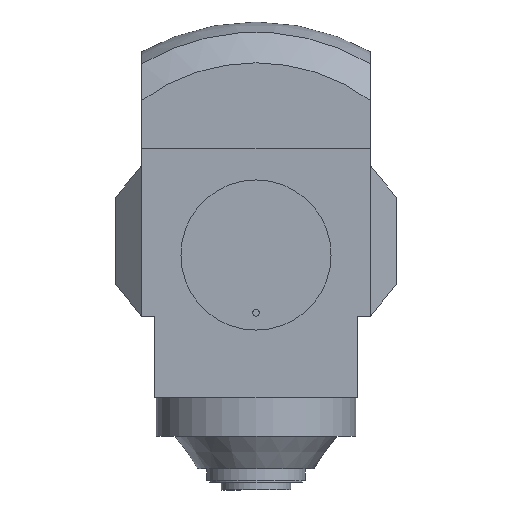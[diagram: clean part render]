
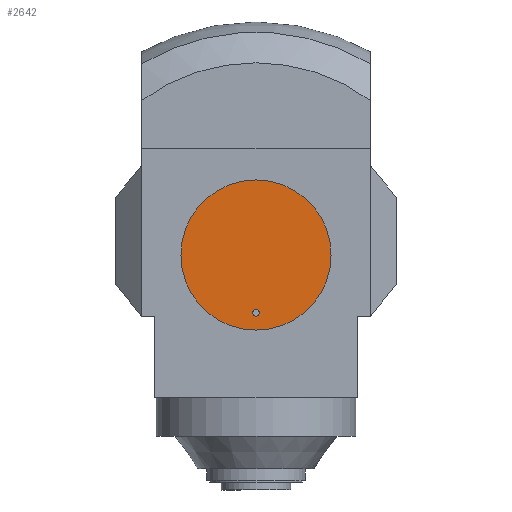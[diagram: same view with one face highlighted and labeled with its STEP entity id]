
A CAD part, front view. The second image highlights one B-rep face of the part: STEP entity #2642.
In plain terms, the highlighted planar face has unit normal (0, -1, 0).
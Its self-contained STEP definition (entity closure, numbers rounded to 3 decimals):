
#146 = CYLINDRICAL_SURFACE('',#147,115.);
#147 = AXIS2_PLACEMENT_3D('',#148,#149,#150);
#148 = CARTESIAN_POINT('',(0.,-165.,360.));
#149 = DIRECTION('',(0.,1.,0.));
#150 = DIRECTION('',(-1.,0.,0.));
#171 = VERTEX_POINT('',#172);
#172 = CARTESIAN_POINT('',(-115.,-156.,360.));
#192 = EDGE_CURVE('',#171,#193,#195,.T.);
#193 = VERTEX_POINT('',#194);
#194 = CARTESIAN_POINT('',(115.,-156.,360.));
#195 = SURFACE_CURVE('',#196,(#201,#208),.PCURVE_S1.);
#196 = CIRCLE('',#197,115.);
#197 = AXIS2_PLACEMENT_3D('',#198,#199,#200);
#198 = CARTESIAN_POINT('',(0.,-156.,360.));
#199 = DIRECTION('',(0.,1.,0.));
#200 = DIRECTION('',(1.,0.,0.));
#201 = PCURVE('',#146,#202);
#202 = DEFINITIONAL_REPRESENTATION('',(#203),#207);
#203 = LINE('',#204,#205);
#204 = CARTESIAN_POINT('',(-3.142,9.));
#205 = VECTOR('',#206,1.);
#206 = DIRECTION('',(1.,0.));
#207 = ( GEOMETRIC_REPRESENTATION_CONTEXT(2) 
PARAMETRIC_REPRESENTATION_CONTEXT() REPRESENTATION_CONTEXT('2D SPACE',''
  ) );
#208 = PCURVE('',#209,#214);
#209 = PLANE('',#210);
#210 = AXIS2_PLACEMENT_3D('',#211,#212,#213);
#211 = CARTESIAN_POINT('',(0.,-156.,360.));
#212 = DIRECTION('',(0.,-1.,0.));
#213 = DIRECTION('',(1.,0.,0.));
#214 = DEFINITIONAL_REPRESENTATION('',(#215),#223);
#215 = ( BOUNDED_CURVE() B_SPLINE_CURVE(2,(#216,#217,#218,#219,#220,#221
,#222),.UNSPECIFIED.,.T.,.F.) B_SPLINE_CURVE_WITH_KNOTS((1,2,2,2,2,1),(
    -2.094,0.,2.094,4.189,6.283,
8.378),.UNSPECIFIED.) CURVE() GEOMETRIC_REPRESENTATION_ITEM() 
RATIONAL_B_SPLINE_CURVE((1.,0.5,1.,0.5,1.,0.5,1.)) REPRESENTATION_ITEM(
  '') );
#216 = CARTESIAN_POINT('',(115.,0.));
#217 = CARTESIAN_POINT('',(115.,-199.186));
#218 = CARTESIAN_POINT('',(-57.5,-99.593));
#219 = CARTESIAN_POINT('',(-230.,0.));
#220 = CARTESIAN_POINT('',(-57.5,99.593));
#221 = CARTESIAN_POINT('',(115.,199.186));
#222 = CARTESIAN_POINT('',(115.,0.));
#223 = ( GEOMETRIC_REPRESENTATION_CONTEXT(2) 
PARAMETRIC_REPRESENTATION_CONTEXT() REPRESENTATION_CONTEXT('2D SPACE',''
  ) );
#225 = EDGE_CURVE('',#193,#171,#226,.T.);
#226 = SURFACE_CURVE('',#227,(#232,#239),.PCURVE_S1.);
#227 = CIRCLE('',#228,115.);
#228 = AXIS2_PLACEMENT_3D('',#229,#230,#231);
#229 = CARTESIAN_POINT('',(0.,-156.,360.));
#230 = DIRECTION('',(0.,1.,0.));
#231 = DIRECTION('',(1.,0.,0.));
#232 = PCURVE('',#146,#233);
#233 = DEFINITIONAL_REPRESENTATION('',(#234),#238);
#234 = LINE('',#235,#236);
#235 = CARTESIAN_POINT('',(3.142,9.));
#236 = VECTOR('',#237,1.);
#237 = DIRECTION('',(1.,0.));
#238 = ( GEOMETRIC_REPRESENTATION_CONTEXT(2) 
PARAMETRIC_REPRESENTATION_CONTEXT() REPRESENTATION_CONTEXT('2D SPACE',''
  ) );
#239 = PCURVE('',#209,#240);
#240 = DEFINITIONAL_REPRESENTATION('',(#241),#249);
#241 = ( BOUNDED_CURVE() B_SPLINE_CURVE(2,(#242,#243,#244,#245,#246,#247
,#248),.UNSPECIFIED.,.T.,.F.) B_SPLINE_CURVE_WITH_KNOTS((1,2,2,2,2,1),(
    -2.094,0.,2.094,4.189,6.283,
8.378),.UNSPECIFIED.) CURVE() GEOMETRIC_REPRESENTATION_ITEM() 
RATIONAL_B_SPLINE_CURVE((1.,0.5,1.,0.5,1.,0.5,1.)) REPRESENTATION_ITEM(
  '') );
#242 = CARTESIAN_POINT('',(115.,0.));
#243 = CARTESIAN_POINT('',(115.,-199.186));
#244 = CARTESIAN_POINT('',(-57.5,-99.593));
#245 = CARTESIAN_POINT('',(-230.,0.));
#246 = CARTESIAN_POINT('',(-57.5,99.593));
#247 = CARTESIAN_POINT('',(115.,199.186));
#248 = CARTESIAN_POINT('',(115.,0.));
#249 = ( GEOMETRIC_REPRESENTATION_CONTEXT(2) 
PARAMETRIC_REPRESENTATION_CONTEXT() REPRESENTATION_CONTEXT('2D SPACE',''
  ) );
#2642 = ADVANCED_FACE('',(#2643,#2678),#209,.T.);
#2643 = FACE_BOUND('',#2644,.T.);
#2644 = EDGE_LOOP('',(#2645));
#2645 = ORIENTED_EDGE('',*,*,#2646,.T.);
#2646 = EDGE_CURVE('',#2647,#2647,#2649,.T.);
#2647 = VERTEX_POINT('',#2648);
#2648 = CARTESIAN_POINT('',(5.,-156.,271.5));
#2649 = SURFACE_CURVE('',#2650,(#2655,#2666),.PCURVE_S1.);
#2650 = CIRCLE('',#2651,5.);
#2651 = AXIS2_PLACEMENT_3D('',#2652,#2653,#2654);
#2652 = CARTESIAN_POINT('',(0.,-156.,271.5));
#2653 = DIRECTION('',(0.,1.,0.));
#2654 = DIRECTION('',(1.,0.,0.));
#2655 = PCURVE('',#209,#2656);
#2656 = DEFINITIONAL_REPRESENTATION('',(#2657),#2665);
#2657 = ( BOUNDED_CURVE() B_SPLINE_CURVE(2,(#2658,#2659,#2660,#2661,
#2662,#2663,#2664),.UNSPECIFIED.,.T.,.F.) B_SPLINE_CURVE_WITH_KNOTS((1,2
    ,2,2,2,1),(-2.094,0.,2.094,4.189,
6.283,8.378),.UNSPECIFIED.) CURVE() 
GEOMETRIC_REPRESENTATION_ITEM() RATIONAL_B_SPLINE_CURVE((1.,0.5,1.,0.5,
1.,0.5,1.)) REPRESENTATION_ITEM('') );
#2658 = CARTESIAN_POINT('',(5.,-88.5));
#2659 = CARTESIAN_POINT('',(5.,-97.16));
#2660 = CARTESIAN_POINT('',(-2.5,-92.83));
#2661 = CARTESIAN_POINT('',(-10.,-88.5));
#2662 = CARTESIAN_POINT('',(-2.5,-84.17));
#2663 = CARTESIAN_POINT('',(5.,-79.84));
#2664 = CARTESIAN_POINT('',(5.,-88.5));
#2665 = ( GEOMETRIC_REPRESENTATION_CONTEXT(2) 
PARAMETRIC_REPRESENTATION_CONTEXT() REPRESENTATION_CONTEXT('2D SPACE',''
  ) );
#2666 = PCURVE('',#2667,#2672);
#2667 = CYLINDRICAL_SURFACE('',#2668,5.);
#2668 = AXIS2_PLACEMENT_3D('',#2669,#2670,#2671);
#2669 = CARTESIAN_POINT('',(0.,-156.,271.5));
#2670 = DIRECTION('',(0.,1.,0.));
#2671 = DIRECTION('',(1.,0.,0.));
#2672 = DEFINITIONAL_REPRESENTATION('',(#2673),#2677);
#2673 = LINE('',#2674,#2675);
#2674 = CARTESIAN_POINT('',(0.,0.));
#2675 = VECTOR('',#2676,1.);
#2676 = DIRECTION('',(1.,0.));
#2677 = ( GEOMETRIC_REPRESENTATION_CONTEXT(2) 
PARAMETRIC_REPRESENTATION_CONTEXT() REPRESENTATION_CONTEXT('2D SPACE',''
  ) );
#2678 = FACE_BOUND('',#2679,.T.);
#2679 = EDGE_LOOP('',(#2680,#2681));
#2680 = ORIENTED_EDGE('',*,*,#225,.F.);
#2681 = ORIENTED_EDGE('',*,*,#192,.F.);
